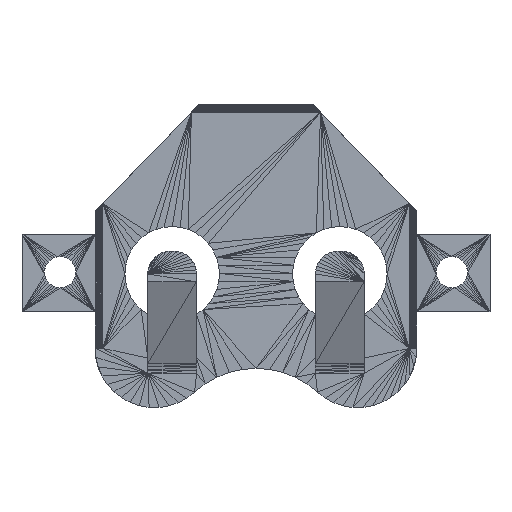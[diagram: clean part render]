
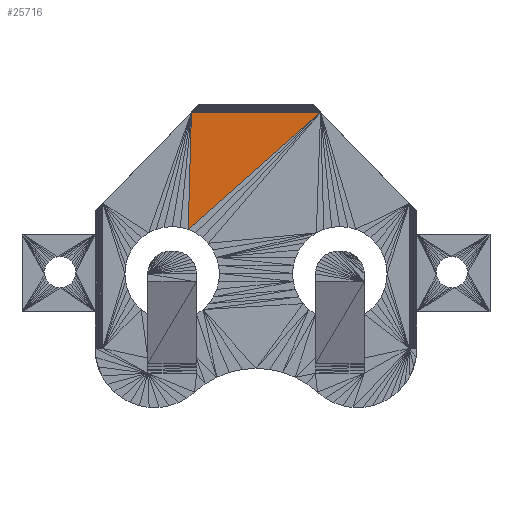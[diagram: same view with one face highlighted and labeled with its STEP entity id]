
A CAD part, front view. The second image highlights one B-rep face of the part: STEP entity #25716.
In plain terms, the highlighted planar face has unit normal (0, -1, 0).
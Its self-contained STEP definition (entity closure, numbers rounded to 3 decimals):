
#6005 = VERTEX_POINT('',#6006);
#6006 = CARTESIAN_POINT('',(19.586,3.5,19.393));
#7759 = VERTEX_POINT('',#7760);
#7760 = CARTESIAN_POINT('',(11.114,3.5,19.393));
#19414 = VERTEX_POINT('',#19415);
#19415 = CARTESIAN_POINT('',(10.903,3.5,11.695));
#19450 = PLANE('',#19451);
#19451 = AXIS2_PLACEMENT_3D('',#19452,#19453,#19454);
#19452 = CARTESIAN_POINT('',(11.39,3.5,11.47));
#19453 = DIRECTION('',(0.,1.,0.));
#19454 = DIRECTION('',(0.,0.,1.));
#19531 = PLANE('',#19532);
#19532 = AXIS2_PLACEMENT_3D('',#19533,#19534,#19535);
#19533 = CARTESIAN_POINT('',(10.903,3.5,11.695));
#19534 = DIRECTION('',(0.,1.,0.));
#19535 = DIRECTION('',(0.,0.,1.));
#25690 = EDGE_CURVE('',#19414,#7759,#25691,.T.);
#25691 = SURFACE_CURVE('',#25692,(#25696,#25703),.PCURVE_S1.);
#25692 = LINE('',#25693,#25694);
#25693 = CARTESIAN_POINT('',(10.903,3.5,11.695));
#25694 = VECTOR('',#25695,1.);
#25695 = DIRECTION('',(0.027,0.,1.));
#25696 = PCURVE('',#19531,#25697);
#25697 = DEFINITIONAL_REPRESENTATION('',(#25698),#25702);
#25698 = LINE('',#25699,#25700);
#25699 = CARTESIAN_POINT('',(0.,0.));
#25700 = VECTOR('',#25701,1.);
#25701 = DIRECTION('',(1.,0.027));
#25702 = ( GEOMETRIC_REPRESENTATION_CONTEXT(2) 
PARAMETRIC_REPRESENTATION_CONTEXT() REPRESENTATION_CONTEXT('2D SPACE',''
  ) );
#25703 = PCURVE('',#25704,#25709);
#25704 = PLANE('',#25705);
#25705 = AXIS2_PLACEMENT_3D('',#25706,#25707,#25708);
#25706 = CARTESIAN_POINT('',(19.586,3.5,19.393));
#25707 = DIRECTION('',(0.,1.,0.));
#25708 = DIRECTION('',(0.,0.,1.));
#25709 = DEFINITIONAL_REPRESENTATION('',(#25710),#25713);
#25710 = B_SPLINE_CURVE_WITH_KNOTS('',1,(#25711,#25712),.UNSPECIFIED.,
  .F.,.F.,(2,2),(0.,7.701),.PIECEWISE_BEZIER_KNOTS.);
#25711 = CARTESIAN_POINT('',(-7.698,-8.683));
#25712 = CARTESIAN_POINT('',(0.,-8.471));
#25713 = ( GEOMETRIC_REPRESENTATION_CONTEXT(2) 
PARAMETRIC_REPRESENTATION_CONTEXT() REPRESENTATION_CONTEXT('2D SPACE',''
  ) );
#25716 = ADVANCED_FACE('',(#25717),#25704,.F.);
#25717 = FACE_BOUND('',#25718,.T.);
#25718 = EDGE_LOOP('',(#25719,#25744,#25745));
#25719 = ORIENTED_EDGE('',*,*,#25720,.T.);
#25720 = EDGE_CURVE('',#6005,#7759,#25721,.T.);
#25721 = SURFACE_CURVE('',#25722,(#25726,#25733),.PCURVE_S1.);
#25722 = LINE('',#25723,#25724);
#25723 = CARTESIAN_POINT('',(19.586,3.5,19.393));
#25724 = VECTOR('',#25725,1.);
#25725 = DIRECTION('',(-1.,0.,0.));
#25726 = PCURVE('',#25704,#25727);
#25727 = DEFINITIONAL_REPRESENTATION('',(#25728),#25732);
#25728 = LINE('',#25729,#25730);
#25729 = CARTESIAN_POINT('',(0.,0.));
#25730 = VECTOR('',#25731,1.);
#25731 = DIRECTION('',(0.,-1.));
#25732 = ( GEOMETRIC_REPRESENTATION_CONTEXT(2) 
PARAMETRIC_REPRESENTATION_CONTEXT() REPRESENTATION_CONTEXT('2D SPACE',''
  ) );
#25733 = PCURVE('',#25734,#25739);
#25734 = PLANE('',#25735);
#25735 = AXIS2_PLACEMENT_3D('',#25736,#25737,#25738);
#25736 = CARTESIAN_POINT('',(15.354,3.499,
    19.402));
#25737 = DIRECTION('',(0.,-0.993,-0.12));
#25738 = DIRECTION('',(0.,0.12,-0.993));
#25739 = DEFINITIONAL_REPRESENTATION('',(#25740),#25743);
#25740 = B_SPLINE_CURVE_WITH_KNOTS('',1,(#25741,#25742),.UNSPECIFIED.,
  .F.,.F.,(2,2),(0.,8.471),.PIECEWISE_BEZIER_KNOTS.);
#25741 = CARTESIAN_POINT('',(0.009,4.232));
#25742 = CARTESIAN_POINT('',(0.009,-4.239));
#25743 = ( GEOMETRIC_REPRESENTATION_CONTEXT(2) 
PARAMETRIC_REPRESENTATION_CONTEXT() REPRESENTATION_CONTEXT('2D SPACE',''
  ) );
#25744 = ORIENTED_EDGE('',*,*,#25690,.F.);
#25745 = ORIENTED_EDGE('',*,*,#25746,.T.);
#25746 = EDGE_CURVE('',#19414,#6005,#25747,.T.);
#25747 = SURFACE_CURVE('',#25748,(#25752,#25759),.PCURVE_S1.);
#25748 = LINE('',#25749,#25750);
#25749 = CARTESIAN_POINT('',(10.903,3.5,11.695));
#25750 = VECTOR('',#25751,1.);
#25751 = DIRECTION('',(0.748,0.,0.663));
#25752 = PCURVE('',#25704,#25753);
#25753 = DEFINITIONAL_REPRESENTATION('',(#25754),#25758);
#25754 = LINE('',#25755,#25756);
#25755 = CARTESIAN_POINT('',(-7.698,-8.683));
#25756 = VECTOR('',#25757,1.);
#25757 = DIRECTION('',(0.663,0.748));
#25758 = ( GEOMETRIC_REPRESENTATION_CONTEXT(2) 
PARAMETRIC_REPRESENTATION_CONTEXT() REPRESENTATION_CONTEXT('2D SPACE',''
  ) );
#25759 = PCURVE('',#19450,#25760);
#25760 = DEFINITIONAL_REPRESENTATION('',(#25761),#25764);
#25761 = B_SPLINE_CURVE_WITH_KNOTS('',1,(#25762,#25763),.UNSPECIFIED.,
  .F.,.F.,(2,2),(0.,11.604),.PIECEWISE_BEZIER_KNOTS.);
#25762 = CARTESIAN_POINT('',(0.225,-0.487));
#25763 = CARTESIAN_POINT('',(7.924,8.196));
#25764 = ( GEOMETRIC_REPRESENTATION_CONTEXT(2) 
PARAMETRIC_REPRESENTATION_CONTEXT() REPRESENTATION_CONTEXT('2D SPACE',''
  ) );
